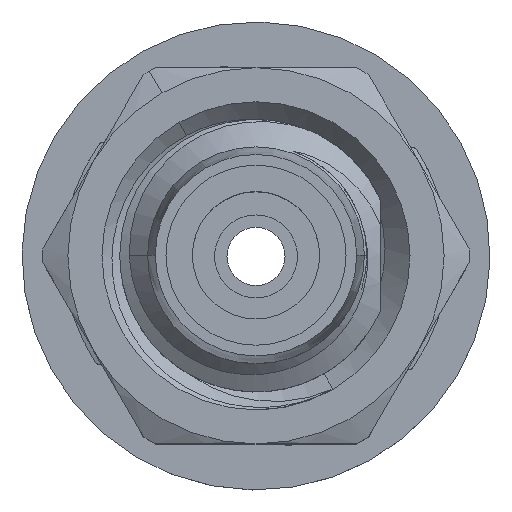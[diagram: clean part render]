
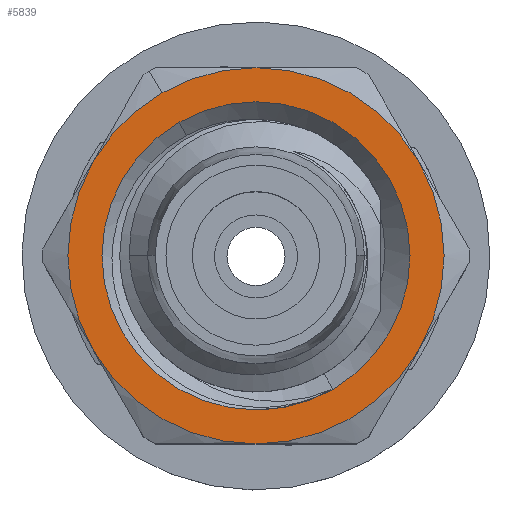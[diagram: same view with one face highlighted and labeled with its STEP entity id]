
A CAD part, top view. The second image highlights one B-rep face of the part: STEP entity #5839.
In plain terms, the highlighted planar face has unit normal (0, 0, 1).
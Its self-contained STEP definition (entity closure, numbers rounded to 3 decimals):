
#150 = EDGE_CURVE ( 'NONE', #6718, #812, #1184, .T. ) ;
#233 = VERTEX_POINT ( 'NONE', #608 ) ;
#375 = CARTESIAN_POINT ( 'NONE',  ( 0., 0., 5.886 ) ) ;
#563 = DIRECTION ( 'NONE',  ( 0., 0., -1. ) ) ;
#608 = CARTESIAN_POINT ( 'NONE',  ( 0., 3.175, 5.886 ) ) ;
#812 = VERTEX_POINT ( 'NONE', #2863 ) ;
#869 = DIRECTION ( 'NONE',  ( -0.5, 0.866, 0. ) ) ;
#948 = ORIENTED_EDGE ( 'NONE', *, *, #2790, .F. ) ;
#1043 = VERTEX_POINT ( 'NONE', #7297 ) ;
#1051 = VERTEX_POINT ( 'NONE', #6502 ) ;
#1184 = CIRCLE ( 'NONE', #6243, 3.175 ) ;
#1222 = AXIS2_PLACEMENT_3D ( 'NONE', #375, #2511, #2644 ) ;
#1229 = AXIS2_PLACEMENT_3D ( 'NONE', #3023, #5216, #869 ) ;
#1595 = CARTESIAN_POINT ( 'NONE',  ( 2.75, -1.587, 5.886 ) ) ;
#1675 = CIRCLE ( 'NONE', #2274, 2.6 ) ;
#1794 = CIRCLE ( 'NONE', #4180, 3.175 ) ;
#1828 = CIRCLE ( 'NONE', #1222, 3.175 ) ;
#1992 = ORIENTED_EDGE ( 'NONE', *, *, #9010, .T. ) ;
#2056 = DIRECTION ( 'NONE',  ( -0.5, 0.866, 0. ) ) ;
#2165 = EDGE_CURVE ( 'NONE', #9049, #4631, #1794, .T. ) ;
#2174 = DIRECTION ( 'NONE',  ( 0., 0., -1. ) ) ;
#2274 = AXIS2_PLACEMENT_3D ( 'NONE', #5137, #5929, #7941 ) ;
#2392 = DIRECTION ( 'NONE',  ( 0., 0., -1. ) ) ;
#2511 = DIRECTION ( 'NONE',  ( 0., 0., -1. ) ) ;
#2571 = DIRECTION ( 'NONE',  ( 0., 0., -1. ) ) ;
#2593 = CARTESIAN_POINT ( 'NONE',  ( -1.588, 2.75, 5.886 ) ) ;
#2604 = FACE_OUTER_BOUND ( 'NONE', #6372, .T. ) ;
#2644 = DIRECTION ( 'NONE',  ( -0.5, 0.866, 0. ) ) ;
#2666 = VERTEX_POINT ( 'NONE', #3389 ) ;
#2790 = EDGE_CURVE ( 'NONE', #1043, #9049, #5372, .T. ) ;
#2842 = AXIS2_PLACEMENT_3D ( 'NONE', #3142, #5056, #8046 ) ;
#2863 = CARTESIAN_POINT ( 'NONE',  ( -2.75, 1.587, 5.886 ) ) ;
#3023 = CARTESIAN_POINT ( 'NONE',  ( 0., 0., 5.886 ) ) ;
#3142 = CARTESIAN_POINT ( 'NONE',  ( 0., 0., 5.886 ) ) ;
#3389 = CARTESIAN_POINT ( 'NONE',  ( 1.3, -2.252, 5.886 ) ) ;
#3396 = CIRCLE ( 'NONE', #5786, 2.6 ) ;
#3428 = EDGE_CURVE ( 'NONE', #233, #1043, #4934, .T. ) ;
#3467 = AXIS2_PLACEMENT_3D ( 'NONE', #3582, #6428, #6477 ) ;
#3582 = CARTESIAN_POINT ( 'NONE',  ( 0., 0., 5.886 ) ) ;
#3657 = DIRECTION ( 'NONE',  ( 0., 0., -1. ) ) ;
#4071 = CARTESIAN_POINT ( 'NONE',  ( 0., 0., 5.886 ) ) ;
#4121 = CARTESIAN_POINT ( 'NONE',  ( 0., -3.175, 5.886 ) ) ;
#4180 = AXIS2_PLACEMENT_3D ( 'NONE', #4071, #563, #6870 ) ;
#4345 = ORIENTED_EDGE ( 'NONE', *, *, #6058, .F. ) ;
#4483 = ORIENTED_EDGE ( 'NONE', *, *, #2165, .F. ) ;
#4597 = ORIENTED_EDGE ( 'NONE', *, *, #9184, .F. ) ;
#4614 = ORIENTED_EDGE ( 'NONE', *, *, #3428, .F. ) ;
#4631 = VERTEX_POINT ( 'NONE', #4121 ) ;
#4748 = CARTESIAN_POINT ( 'NONE',  ( 0., 0., 5.886 ) ) ;
#4871 = ORIENTED_EDGE ( 'NONE', *, *, #5703, .F. ) ;
#4934 = CIRCLE ( 'NONE', #2842, 3.175 ) ;
#5055 = CARTESIAN_POINT ( 'NONE',  ( 0., 0., 5.886 ) ) ;
#5056 = DIRECTION ( 'NONE',  ( 0., 0., -1. ) ) ;
#5102 = DIRECTION ( 'NONE',  ( 0.5, -0.866, 0. ) ) ;
#5137 = CARTESIAN_POINT ( 'NONE',  ( 0., 0., 5.886 ) ) ;
#5216 = DIRECTION ( 'NONE',  ( 0., 0., -1. ) ) ;
#5372 = CIRCLE ( 'NONE', #8362, 3.175 ) ;
#5506 = EDGE_LOOP ( 'NONE', ( #9111, #1992 ) ) ;
#5579 = AXIS2_PLACEMENT_3D ( 'NONE', #7342, #2392, #8098 ) ;
#5647 = EDGE_CURVE ( 'NONE', #2666, #1051, #1675, .T. ) ;
#5703 = EDGE_CURVE ( 'NONE', #812, #8386, #1828, .T. ) ;
#5786 = AXIS2_PLACEMENT_3D ( 'NONE', #5055, #3657, #5102 ) ;
#5839 = ADVANCED_FACE ( 'NONE', ( #2604, #6772 ), #6993, .T. ) ;
#5929 = DIRECTION ( 'NONE',  ( 0., 0., -1. ) ) ;
#6058 = EDGE_CURVE ( 'NONE', #4631, #6718, #8250, .T. ) ;
#6243 = AXIS2_PLACEMENT_3D ( 'NONE', #6307, #2571, #2056 ) ;
#6307 = CARTESIAN_POINT ( 'NONE',  ( 0., 0., 5.886 ) ) ;
#6372 = EDGE_LOOP ( 'NONE', ( #4345, #4483, #948, #4614, #4597, #4871, #7987 ) ) ;
#6428 = DIRECTION ( 'NONE',  ( 0., 0., 1. ) ) ;
#6477 = DIRECTION ( 'NONE',  ( 0.5, -0.866, 0. ) ) ;
#6502 = CARTESIAN_POINT ( 'NONE',  ( -1.3, 2.252, 5.886 ) ) ;
#6718 = VERTEX_POINT ( 'NONE', #8698 ) ;
#6772 = FACE_BOUND ( 'NONE', #5506, .T. ) ;
#6870 = DIRECTION ( 'NONE',  ( -0.5, 0.866, 0. ) ) ;
#6993 = PLANE ( 'NONE',  #3467 ) ;
#7212 = DIRECTION ( 'NONE',  ( -0.5, 0.866, 0. ) ) ;
#7297 = CARTESIAN_POINT ( 'NONE',  ( 2.75, 1.588, 5.886 ) ) ;
#7342 = CARTESIAN_POINT ( 'NONE',  ( 0., 0., 5.886 ) ) ;
#7941 = DIRECTION ( 'NONE',  ( 0.5, -0.866, 0. ) ) ;
#7987 = ORIENTED_EDGE ( 'NONE', *, *, #150, .F. ) ;
#8046 = DIRECTION ( 'NONE',  ( -0.5, 0.866, 0. ) ) ;
#8098 = DIRECTION ( 'NONE',  ( -0.5, 0.866, 0. ) ) ;
#8125 = CIRCLE ( 'NONE', #5579, 3.175 ) ;
#8250 = CIRCLE ( 'NONE', #1229, 3.175 ) ;
#8362 = AXIS2_PLACEMENT_3D ( 'NONE', #4748, #2174, #7212 ) ;
#8386 = VERTEX_POINT ( 'NONE', #2593 ) ;
#8698 = CARTESIAN_POINT ( 'NONE',  ( -2.75, -1.588, 5.886 ) ) ;
#9010 = EDGE_CURVE ( 'NONE', #1051, #2666, #3396, .T. ) ;
#9049 = VERTEX_POINT ( 'NONE', #1595 ) ;
#9111 = ORIENTED_EDGE ( 'NONE', *, *, #5647, .T. ) ;
#9184 = EDGE_CURVE ( 'NONE', #8386, #233, #8125, .T. ) ;
